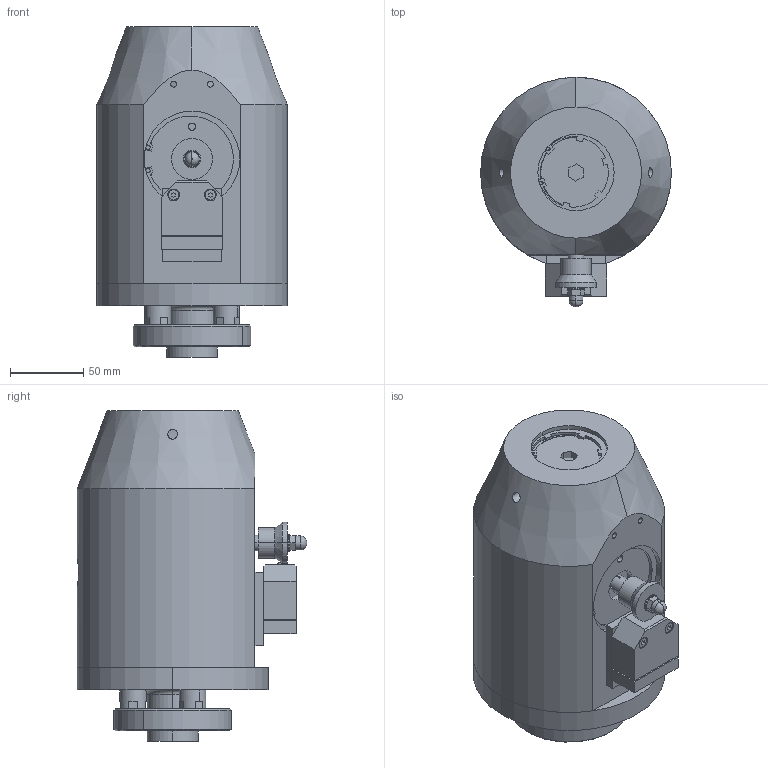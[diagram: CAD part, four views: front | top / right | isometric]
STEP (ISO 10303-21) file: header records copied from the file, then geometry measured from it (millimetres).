
FILE_DESCRIPTION(('STEP AP214'),'1');
FILE_NAME('38401205_OHZ-K_100S.stp','2018-12-13T08:27:38',(' '),(' '),'Spatial InterOp 3D',' ',' ');
FILE_SCHEMA(('automotive_design'));
Length unit declared in the file: millimetre
Products named in the file (35): 1; 2; 3; 4; 5; 6; 7; 8; 9; 10; 11; 12; 13; 14; 15; 16; 17; 18; 19; 20; 21; 22; 23; 24; 25; 26; 27; 28; 29; 30; 31; 32; 33; 34; 35
Bounding box: 130 x 156.27 x 225 mm (x, y, z)
Volume: 2449123.8 mm3; surface area: 238597.6 mm2
Topology: 35 solids, 37 shells, 999 faces, 2267 edges, 1453 vertices
Faces by surface type: cylinder 436, plane 399, cone 144, torus 20
Entity records: 38629 total; most frequent: CARTESIAN_POINT 6492, DIRECTION 5256, ORIENTED_EDGE 4522, EDGE_CURVE 2261, AXIS2_PLACEMENT_3D 2058, VERTEX_POINT 1453, EDGE_LOOP 1196, LINE 1140
